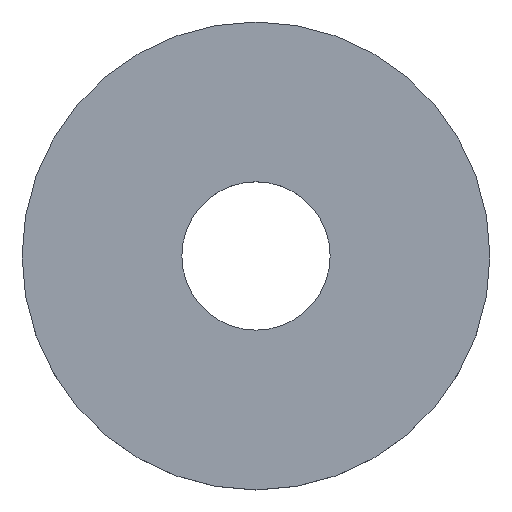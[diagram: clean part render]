
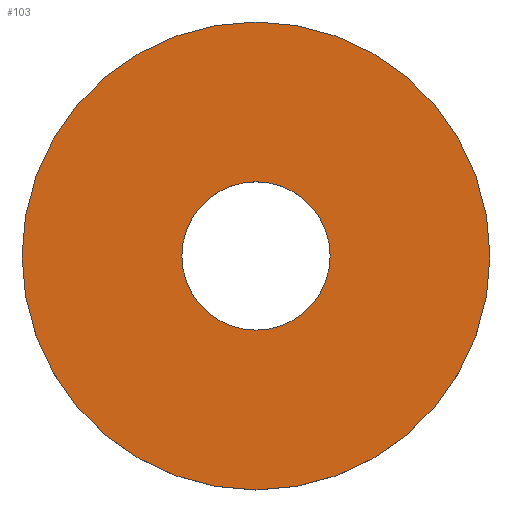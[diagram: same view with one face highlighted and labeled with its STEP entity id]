
A CAD part, top view. The second image highlights one B-rep face of the part: STEP entity #103.
In plain terms, the highlighted planar face has unit normal (0, 0, 1).
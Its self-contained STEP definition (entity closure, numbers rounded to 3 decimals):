
#5 = CARTESIAN_POINT ( 'NONE',  ( 0., 0., 2.8 ) ) ;
#8 = CARTESIAN_POINT ( 'NONE',  ( 0., 0., 2.8 ) ) ;
#11 = VERTEX_POINT ( 'NONE', #192 ) ;
#17 = EDGE_CURVE ( 'NONE', #25, #80, #85, .T. ) ;
#18 = CARTESIAN_POINT ( 'NONE',  ( 5.2, 0., 2.8 ) ) ;
#25 = VERTEX_POINT ( 'NONE', #66 ) ;
#38 = CIRCLE ( 'NONE', #122, 16.4 ) ;
#43 = EDGE_LOOP ( 'NONE', ( #140, #64 ) ) ;
#51 = CARTESIAN_POINT ( 'NONE',  ( 0., 0., 2.8 ) ) ;
#62 = ORIENTED_EDGE ( 'NONE', *, *, #205, .T. ) ;
#64 = ORIENTED_EDGE ( 'NONE', *, *, #168, .F. ) ;
#66 = CARTESIAN_POINT ( 'NONE',  ( -5.2, 0., 2.8 ) ) ;
#67 = CARTESIAN_POINT ( 'NONE',  ( 0., 0., 2.8 ) ) ;
#72 = DIRECTION ( 'NONE',  ( 1., 0., 0. ) ) ;
#80 = VERTEX_POINT ( 'NONE', #18 ) ;
#85 = CIRCLE ( 'NONE', #213, 5.2 ) ;
#90 = DIRECTION ( 'NONE',  ( 1., 0., 0. ) ) ;
#94 = AXIS2_PLACEMENT_3D ( 'NONE', #170, #187, #90 ) ;
#103 = ADVANCED_FACE ( 'NONE', ( #166, #165 ), #147, .T. ) ;
#122 = AXIS2_PLACEMENT_3D ( 'NONE', #5, #156, #72 ) ;
#129 = DIRECTION ( 'NONE',  ( 0., 0., 1. ) ) ;
#132 = DIRECTION ( 'NONE',  ( 1., 0., 0. ) ) ;
#134 = CIRCLE ( 'NONE', #94, 16.4 ) ;
#140 = ORIENTED_EDGE ( 'NONE', *, *, #17, .F. ) ;
#142 = ORIENTED_EDGE ( 'NONE', *, *, #211, .T. ) ;
#147 = PLANE ( 'NONE',  #195 ) ;
#148 = DIRECTION ( 'NONE',  ( 0., 0., 1. ) ) ;
#151 = DIRECTION ( 'NONE',  ( 0., 0., 1. ) ) ;
#155 = CARTESIAN_POINT ( 'NONE',  ( -16.4, 0., 2.8 ) ) ;
#156 = DIRECTION ( 'NONE',  ( 0., 0., 1. ) ) ;
#158 = VERTEX_POINT ( 'NONE', #155 ) ;
#165 = FACE_BOUND ( 'NONE', #43, .T. ) ;
#166 = FACE_OUTER_BOUND ( 'NONE', #191, .T. ) ;
#168 = EDGE_CURVE ( 'NONE', #80, #25, #214, .T. ) ;
#170 = CARTESIAN_POINT ( 'NONE',  ( 0., 0., 2.8 ) ) ;
#182 = DIRECTION ( 'NONE',  ( 1., 0., 0. ) ) ;
#187 = DIRECTION ( 'NONE',  ( 0., 0., 1. ) ) ;
#191 = EDGE_LOOP ( 'NONE', ( #62, #142 ) ) ;
#192 = CARTESIAN_POINT ( 'NONE',  ( 16.4, 0., 2.8 ) ) ;
#194 = DIRECTION ( 'NONE',  ( 1., 0., 0. ) ) ;
#195 = AXIS2_PLACEMENT_3D ( 'NONE', #67, #148, #194 ) ;
#202 = AXIS2_PLACEMENT_3D ( 'NONE', #8, #151, #182 ) ;
#205 = EDGE_CURVE ( 'NONE', #158, #11, #134, .T. ) ;
#211 = EDGE_CURVE ( 'NONE', #11, #158, #38, .T. ) ;
#213 = AXIS2_PLACEMENT_3D ( 'NONE', #51, #129, #132 ) ;
#214 = CIRCLE ( 'NONE', #202, 5.2 ) ;
